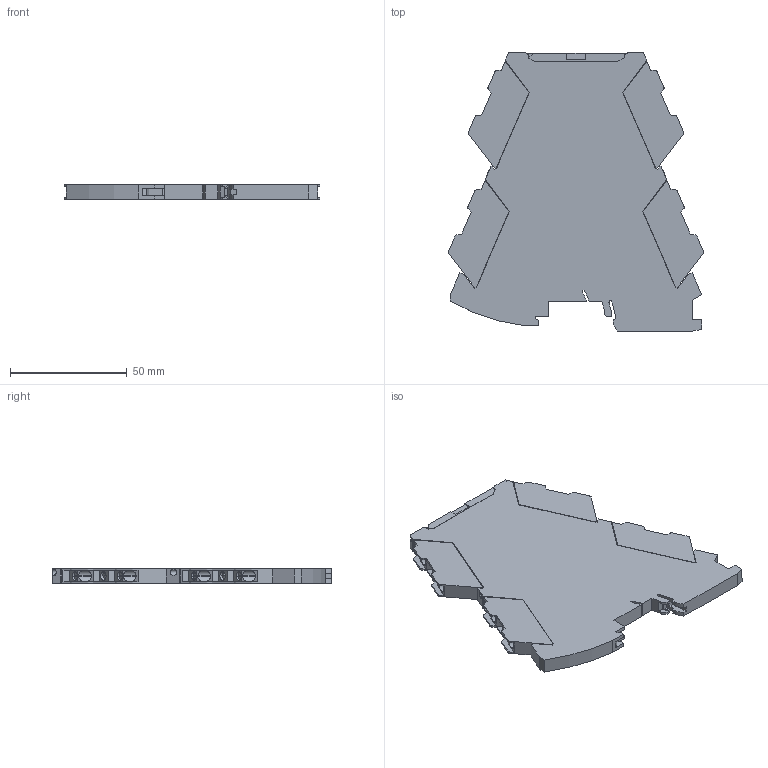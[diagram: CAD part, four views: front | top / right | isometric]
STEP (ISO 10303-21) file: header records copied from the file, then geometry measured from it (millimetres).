
FILE_DESCRIPTION(('SolidDesigner STEP Export'),'2;1');
FILE_NAME('2902014_MINI_MCR_2_RPSS_I_I-select.stp','2013-10-07T11:51:05',(''),(''),'Creo Elements/Direct Modeling STEP processor for AP214 (Solid Model)','Creo Elements/Direct Modeling 18.1B 29-Sep-2012 (C) Parametric Technology GmbH','');
FILE_SCHEMA(('AUTOMOTIVE_DESIGN { 1 0 10303 214 1 1 1 1 }'));
Length unit declared in the file: millimetre
Products named in the file (2): 2902014_MINI_MCR_2_RPSS_I_I-select
Assembly tree (1 placements, depth 2):
  2902014_MINI_MCR_2_RPSS_I_I-select
    2902014_MINI_MCR_2_RPSS_I_I-select
Bounding box: 109.32 x 119.2 x 6.3 mm (x, y, z)
Volume: 60226.7 mm3; surface area: 25228.4 mm2
Topology: 1 solids, 1 shells, 552 faces, 1565 edges, 1035 vertices
Faces by surface type: plane 435, cylinder 103, bspline 8, cone 4, extrusion 2
Entity records: 23238 total; most frequent: CARTESIAN_POINT 5044, ORIENTED_EDGE 3130, DIRECTION 2507, EDGE_CURVE 1565, VECTOR 1115, LINE 1113, VERTEX_POINT 1035, AXIS2_PLACEMENT_3D 696
